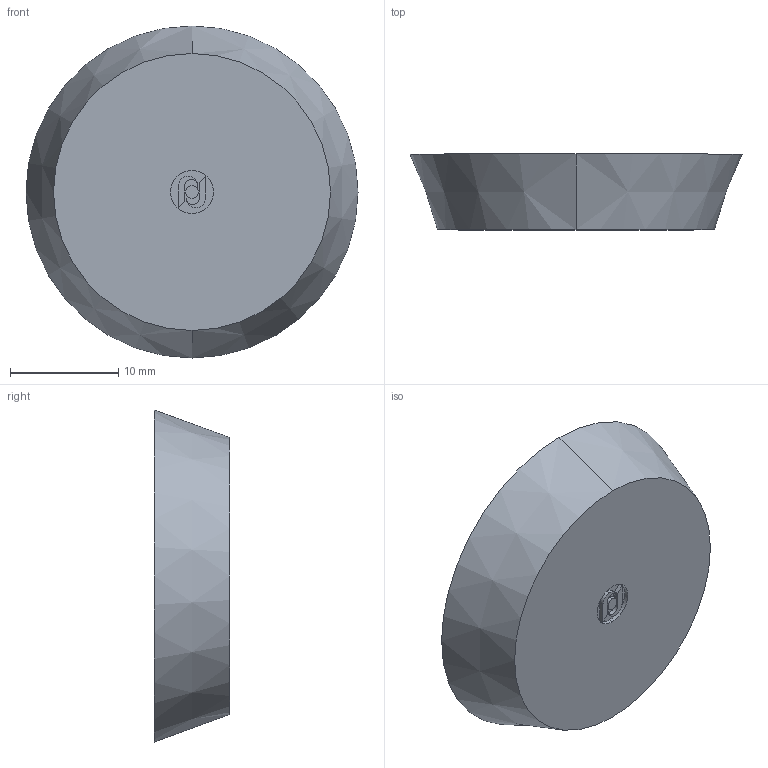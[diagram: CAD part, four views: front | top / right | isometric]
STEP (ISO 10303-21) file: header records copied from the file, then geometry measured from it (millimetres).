
FILE_DESCRIPTION (( 'STEP AP214' ), '1' );
FILE_NAME ('0605200290400A.STEP', '2012-10-22T14:50:39', ( '' ), ( '' ), 'SwSTEP 2.0', 'SolidWorks 2012', '' );
FILE_SCHEMA (( 'AUTOMOTIVE_DESIGN' ));
Length unit declared in the file: millimetre
Products named in the file (1): 0605200290400A
Bounding box: 30.7 x 7 x 30.7 mm (x, y, z)
Volume: 2848.6 mm3; surface area: 2138.8 mm2
Topology: 1 solids, 1 shells, 34 faces, 74 edges, 48 vertices
Faces by surface type: plane 14, cylinder 10, cone 6, bspline 4
Entity records: 1532 total; most frequent: CARTESIAN_POINT 753, DIRECTION 160, ORIENTED_EDGE 148, EDGE_CURVE 74, AXIS2_PLACEMENT_3D 63, VERTEX_POINT 48, EDGE_LOOP 40, ADVANCED_FACE 34
